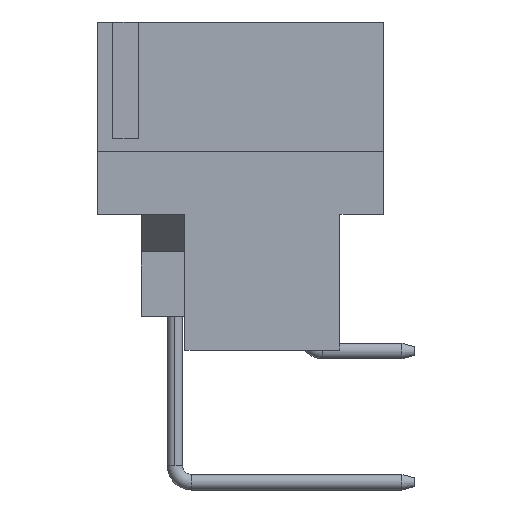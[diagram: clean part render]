
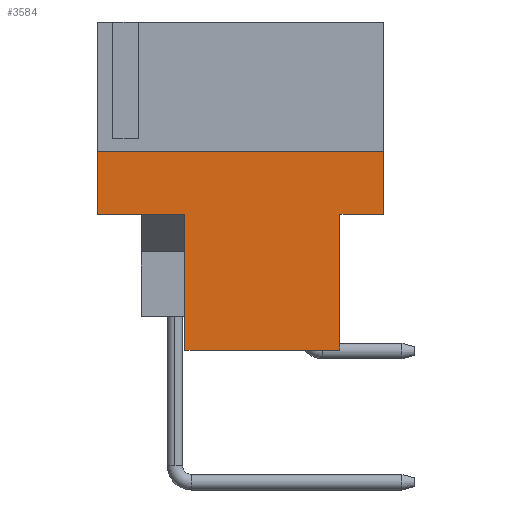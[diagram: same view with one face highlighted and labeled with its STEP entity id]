
A CAD part, left-side view. The second image highlights one B-rep face of the part: STEP entity #3584.
In plain terms, the highlighted face is planar.
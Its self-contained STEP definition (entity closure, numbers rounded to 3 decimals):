
#241 = CARTESIAN_POINT ( 'NONE',  ( 27., -1.7, -3.91 ) ) ;
#693 = VERTEX_POINT ( 'NONE', #8809 ) ;
#698 = DIRECTION ( 'NONE',  ( 0., -1., 0. ) ) ;
#775 = VERTEX_POINT ( 'NONE', #11282 ) ;
#892 = VERTEX_POINT ( 'NONE', #8192 ) ;
#912 = VECTOR ( 'NONE', #14886, 1000. ) ;
#1284 = ORIENTED_EDGE ( 'NONE', *, *, #8089, .F. ) ;
#1327 = ORIENTED_EDGE ( 'NONE', *, *, #6984, .T. ) ;
#1801 = VERTEX_POINT ( 'NONE', #2664 ) ;
#2049 = VERTEX_POINT ( 'NONE', #4374 ) ;
#2062 = EDGE_CURVE ( 'NONE', #775, #2049, #10282, .T. ) ;
#2181 = CARTESIAN_POINT ( 'NONE',  ( 27., 6., 3.79 ) ) ;
#2290 = DIRECTION ( 'NONE',  ( 0., 0., -1. ) ) ;
#2560 = CARTESIAN_POINT ( 'NONE',  ( 27., -1.7, -1.47 ) ) ;
#2645 = VECTOR ( 'NONE', #698, 1000. ) ;
#2664 = CARTESIAN_POINT ( 'NONE',  ( 27., 6., 3.79 ) ) ;
#3411 = CARTESIAN_POINT ( 'NONE',  ( 27., 9.4, 3.79 ) ) ;
#3515 = DIRECTION ( 'NONE',  ( 0., 0., -1. ) ) ;
#3584 = ADVANCED_FACE ( 'NONE', ( #12289 ), #4359, .F. ) ;
#3624 = VECTOR ( 'NONE', #8666, 1000. ) ;
#3752 = CARTESIAN_POINT ( 'NONE',  ( 27., -1.7, -1.47 ) ) ;
#3762 = ORIENTED_EDGE ( 'NONE', *, *, #4008, .F. ) ;
#3908 = EDGE_CURVE ( 'NONE', #14449, #14995, #14230, .T. ) ;
#3985 = EDGE_LOOP ( 'NONE', ( #8892, #13335, #1284, #1327, #3762, #10537, #8842, #9047 ) ) ;
#4008 = EDGE_CURVE ( 'NONE', #892, #693, #6809, .T. ) ;
#4189 = LINE ( 'NONE', #13654, #912 ) ;
#4359 = PLANE ( 'NONE',  #6426 ) ;
#4374 = CARTESIAN_POINT ( 'NONE',  ( 27., 9.4, -3.91 ) ) ;
#6426 = AXIS2_PLACEMENT_3D ( 'NONE', #12949, #9188, #14374 ) ;
#6509 = LINE ( 'NONE', #3411, #2645 ) ;
#6537 = VECTOR ( 'NONE', #14987, 1000. ) ;
#6583 = DIRECTION ( 'NONE',  ( 0., 0., -1. ) ) ;
#6726 = LINE ( 'NONE', #2560, #6537 ) ;
#6772 = VERTEX_POINT ( 'NONE', #15104 ) ;
#6809 = LINE ( 'NONE', #12938, #12079 ) ;
#6921 = LINE ( 'NONE', #13642, #3624 ) ;
#6984 = EDGE_CURVE ( 'NONE', #1801, #693, #6509, .T. ) ;
#7228 = VECTOR ( 'NONE', #6583, 1000. ) ;
#7878 = DIRECTION ( 'NONE',  ( 0., 0., 1. ) ) ;
#8089 = EDGE_CURVE ( 'NONE', #1801, #6772, #13031, .T. ) ;
#8192 = CARTESIAN_POINT ( 'NONE',  ( 27., 0., -1.47 ) ) ;
#8666 = DIRECTION ( 'NONE',  ( 0., 1., 0. ) ) ;
#8809 = CARTESIAN_POINT ( 'NONE',  ( 27., 0., 3.79 ) ) ;
#8842 = ORIENTED_EDGE ( 'NONE', *, *, #3908, .T. ) ;
#8892 = ORIENTED_EDGE ( 'NONE', *, *, #2062, .F. ) ;
#9047 = ORIENTED_EDGE ( 'NONE', *, *, #10781, .F. ) ;
#9188 = DIRECTION ( 'NONE',  ( -1., 0., 0. ) ) ;
#10282 = LINE ( 'NONE', #15893, #15154 ) ;
#10537 = ORIENTED_EDGE ( 'NONE', *, *, #14960, .F. ) ;
#10781 = EDGE_CURVE ( 'NONE', #2049, #14995, #4189, .T. ) ;
#11282 = CARTESIAN_POINT ( 'NONE',  ( 27., 9.4, -1.47 ) ) ;
#11287 = VECTOR ( 'NONE', #2290, 1000. ) ;
#12079 = VECTOR ( 'NONE', #7878, 1000. ) ;
#12289 = FACE_OUTER_BOUND ( 'NONE', #3985, .T. ) ;
#12938 = CARTESIAN_POINT ( 'NONE',  ( 27., 0., 3.79 ) ) ;
#12949 = CARTESIAN_POINT ( 'NONE',  ( 27., 9.4, -3.91 ) ) ;
#13031 = LINE ( 'NONE', #2181, #11287 ) ;
#13335 = ORIENTED_EDGE ( 'NONE', *, *, #14979, .F. ) ;
#13642 = CARTESIAN_POINT ( 'NONE',  ( 27., 9.4, -1.47 ) ) ;
#13654 = CARTESIAN_POINT ( 'NONE',  ( 27., 9.4, -3.91 ) ) ;
#13854 = CARTESIAN_POINT ( 'NONE',  ( 27., -1.7, -3.91 ) ) ;
#14230 = LINE ( 'NONE', #241, #7228 ) ;
#14374 = DIRECTION ( 'NONE',  ( 0., 0., 1. ) ) ;
#14449 = VERTEX_POINT ( 'NONE', #3752 ) ;
#14886 = DIRECTION ( 'NONE',  ( 0., -1., 0. ) ) ;
#14960 = EDGE_CURVE ( 'NONE', #14449, #892, #6726, .T. ) ;
#14979 = EDGE_CURVE ( 'NONE', #6772, #775, #6921, .T. ) ;
#14987 = DIRECTION ( 'NONE',  ( 0., 1., 0. ) ) ;
#14995 = VERTEX_POINT ( 'NONE', #13854 ) ;
#15104 = CARTESIAN_POINT ( 'NONE',  ( 27., 6., -1.47 ) ) ;
#15154 = VECTOR ( 'NONE', #3515, 1000. ) ;
#15893 = CARTESIAN_POINT ( 'NONE',  ( 27., 9.4, -3.91 ) ) ;
